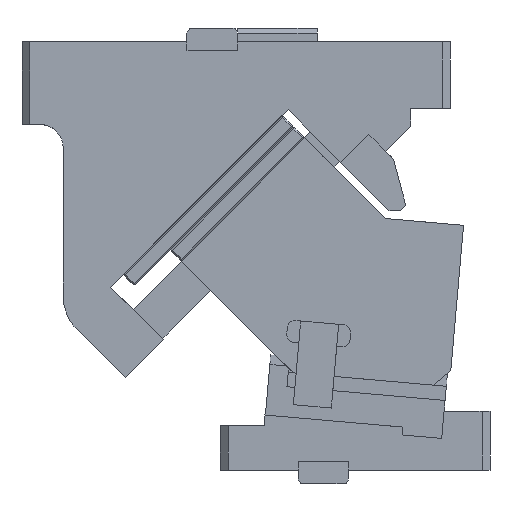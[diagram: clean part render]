
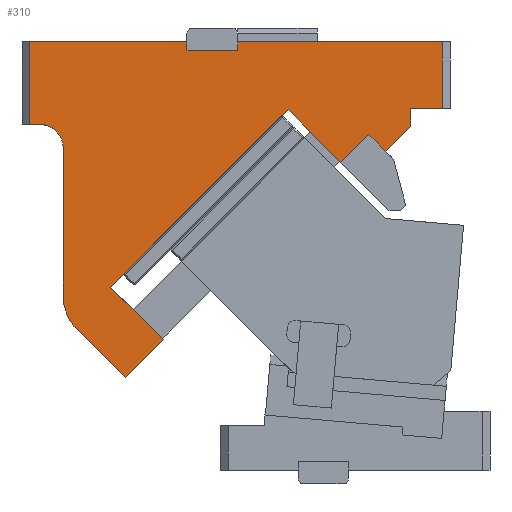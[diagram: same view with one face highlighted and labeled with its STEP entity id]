
A CAD part, front view. The second image highlights one B-rep face of the part: STEP entity #310.
In plain terms, the highlighted planar face has unit normal (0, -1, 0).
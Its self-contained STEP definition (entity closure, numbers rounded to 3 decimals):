
#57=CARTESIAN_POINT('Line Origine',(-13.174,0.,171.284)) ;
#61=CARTESIAN_POINT('Vertex',(-69.035,0.,115.423)) ;
#63=CARTESIAN_POINT('Vertex',(42.688,0.,227.146)) ;
#126=CARTESIAN_POINT('Axis2P3D Location',(94.244,0.,244.997)) ;
#131=CARTESIAN_POINT('Line Origine',(-75.028,0.,73.332)) ;
#135=CARTESIAN_POINT('Vertex',(-90.213,0.,88.517)) ;
#137=CARTESIAN_POINT('Vertex',(-59.843,0.,58.147)) ;
#140=CARTESIAN_POINT('Line Origine',(-47.822,0.,70.168)) ;
#144=CARTESIAN_POINT('Vertex',(-35.801,0.,82.189)) ;
#147=CARTESIAN_POINT('Line Origine',(-52.418,0.,98.806)) ;
#152=CARTESIAN_POINT('Line Origine',(59.305,0.,210.529)) ;
#156=CARTESIAN_POINT('Vertex',(75.922,0.,193.912)) ;
#159=CARTESIAN_POINT('Line Origine',(84.76,0.,202.75)) ;
#163=CARTESIAN_POINT('Vertex',(93.599,0.,211.589)) ;
#166=CARTESIAN_POINT('Line Origine',(98.903,0.,206.286)) ;
#170=CARTESIAN_POINT('Vertex',(104.206,0.,200.983)) ;
#173=CARTESIAN_POINT('Line Origine',(112.103,0.,208.88)) ;
#177=CARTESIAN_POINT('Vertex',(120.,0.,216.777)) ;
#180=CARTESIAN_POINT('Line Origine',(120.,0.,222.388)) ;
#184=CARTESIAN_POINT('Vertex',(120.,0.,228.)) ;
#187=CARTESIAN_POINT('Line Origine',(130.,0.,228.)) ;
#191=CARTESIAN_POINT('Vertex',(140.,0.,228.)) ;
#194=CARTESIAN_POINT('Line Origine',(140.,0.,249.)) ;
#198=CARTESIAN_POINT('Vertex',(140.,0.,270.)) ;
#201=CARTESIAN_POINT('Line Origine',(75.5,0.,270.)) ;
#205=CARTESIAN_POINT('Vertex',(11.,0.,270.)) ;
#208=CARTESIAN_POINT('Line Origine',(11.,0.,267.25)) ;
#212=CARTESIAN_POINT('Vertex',(11.,0.,264.5)) ;
#215=CARTESIAN_POINT('Line Origine',(-5.,0.,264.5)) ;
#219=CARTESIAN_POINT('Vertex',(-21.,0.,264.5)) ;
#222=CARTESIAN_POINT('Line Origine',(-21.,0.,267.25)) ;
#226=CARTESIAN_POINT('Vertex',(-21.,0.,270.)) ;
#229=CARTESIAN_POINT('Line Origine',(-70.5,0.,270.)) ;
#233=CARTESIAN_POINT('Vertex',(-120.,0.,270.)) ;
#236=CARTESIAN_POINT('Line Origine',(-120.,0.,244.)) ;
#240=CARTESIAN_POINT('Vertex',(-120.,0.,218.)) ;
#243=CARTESIAN_POINT('Line Origine',(-117.,0.,218.)) ;
#247=CARTESIAN_POINT('Vertex',(-114.,0.,218.)) ;
#251=CARTESIAN_POINT('Control Point',(-99.,0.,203.)) ;
#252=CARTESIAN_POINT('Control Point',(-99.,0.,204.518)) ;
#253=CARTESIAN_POINT('Control Point',(-99.192,0.,206.036)) ;
#254=CARTESIAN_POINT('Control Point',(-99.576,0.,207.521)) ;
#255=CARTESIAN_POINT('Control Point',(-100.711,0.,210.363)) ;
#256=CARTESIAN_POINT('Control Point',(-102.519,0.,212.832)) ;
#257=CARTESIAN_POINT('Control Point',(-103.575,0.,213.945)) ;
#258=CARTESIAN_POINT('Control Point',(-105.945,0.,215.881)) ;
#259=CARTESIAN_POINT('Control Point',(-108.722,0.,217.165)) ;
#260=CARTESIAN_POINT('Control Point',(-110.185,0.,217.627)) ;
#261=CARTESIAN_POINT('Control Point',(-111.848,0.,217.927)) ;
#262=CARTESIAN_POINT('Control Point',(-113.524,0.,217.994)) ;
#263=CARTESIAN_POINT('Control Point',(-113.683,0.,217.998)) ;
#264=CARTESIAN_POINT('Control Point',(-113.841,0.,218.)) ;
#265=CARTESIAN_POINT('Control Point',(-114.,0.,218.)) ;
#266=CARTESIAN_POINT('Vertex',(-99.,0.,203.)) ;
#269=CARTESIAN_POINT('Line Origine',(-99.,0.,156.365)) ;
#273=CARTESIAN_POINT('Vertex',(-99.,0.,109.731)) ;
#277=CARTESIAN_POINT('Control Point',(-99.,0.,109.731)) ;
#278=CARTESIAN_POINT('Control Point',(-99.,0.,106.779)) ;
#279=CARTESIAN_POINT('Control Point',(-98.637,0.,103.827)) ;
#280=CARTESIAN_POINT('Control Point',(-97.911,0.,100.935)) ;
#281=CARTESIAN_POINT('Control Point',(-96.196,0.,96.508)) ;
#282=CARTESIAN_POINT('Control Point',(-93.665,0.,92.518)) ;
#283=CARTESIAN_POINT('Control Point',(-92.612,0.,91.099)) ;
#284=CARTESIAN_POINT('Control Point',(-91.458,0.,89.762)) ;
#285=CARTESIAN_POINT('Control Point',(-90.213,0.,88.517)) ;
#58=DIRECTION('Vector Direction',(0.707,0.,0.707)) ;
#127=DIRECTION('Axis2P3D Direction',(0.,-1.,0.)) ;
#128=DIRECTION('Axis2P3D XDirection',(1.,0.,0.)) ;
#132=DIRECTION('Vector Direction',(0.707,0.,-0.707)) ;
#141=DIRECTION('Vector Direction',(0.707,0.,0.707)) ;
#148=DIRECTION('Vector Direction',(-0.707,0.,0.707)) ;
#153=DIRECTION('Vector Direction',(0.707,0.,-0.707)) ;
#160=DIRECTION('Vector Direction',(0.707,0.,0.707)) ;
#167=DIRECTION('Vector Direction',(0.707,0.,-0.707)) ;
#174=DIRECTION('Vector Direction',(0.707,0.,0.707)) ;
#181=DIRECTION('Vector Direction',(0.,0.,-1.)) ;
#188=DIRECTION('Vector Direction',(1.,0.,0.)) ;
#195=DIRECTION('Vector Direction',(0.,0.,1.)) ;
#202=DIRECTION('Vector Direction',(-1.,0.,0.)) ;
#209=DIRECTION('Vector Direction',(0.,0.,-1.)) ;
#216=DIRECTION('Vector Direction',(-1.,0.,0.)) ;
#223=DIRECTION('Vector Direction',(0.,0.,1.)) ;
#230=DIRECTION('Vector Direction',(-1.,0.,0.)) ;
#237=DIRECTION('Vector Direction',(0.,0.,-1.)) ;
#244=DIRECTION('Vector Direction',(1.,0.,0.)) ;
#270=DIRECTION('Vector Direction',(0.,0.,1.)) ;
#129=AXIS2_PLACEMENT_3D('Plane Axis2P3D',#126,#127,#128) ;
#288=ORIENTED_EDGE('',*,*,#139,.T.) ;
#289=ORIENTED_EDGE('',*,*,#146,.T.) ;
#290=ORIENTED_EDGE('',*,*,#151,.T.) ;
#291=ORIENTED_EDGE('',*,*,#65,.T.) ;
#292=ORIENTED_EDGE('',*,*,#158,.T.) ;
#293=ORIENTED_EDGE('',*,*,#165,.T.) ;
#294=ORIENTED_EDGE('',*,*,#172,.T.) ;
#295=ORIENTED_EDGE('',*,*,#179,.T.) ;
#296=ORIENTED_EDGE('',*,*,#186,.F.) ;
#297=ORIENTED_EDGE('',*,*,#193,.T.) ;
#298=ORIENTED_EDGE('',*,*,#200,.T.) ;
#299=ORIENTED_EDGE('',*,*,#207,.T.) ;
#300=ORIENTED_EDGE('',*,*,#214,.T.) ;
#301=ORIENTED_EDGE('',*,*,#221,.T.) ;
#302=ORIENTED_EDGE('',*,*,#228,.T.) ;
#303=ORIENTED_EDGE('',*,*,#235,.T.) ;
#304=ORIENTED_EDGE('',*,*,#242,.F.) ;
#305=ORIENTED_EDGE('',*,*,#249,.T.) ;
#306=ORIENTED_EDGE('',*,*,#268,.T.) ;
#307=ORIENTED_EDGE('',*,*,#275,.F.) ;
#308=ORIENTED_EDGE('',*,*,#286,.F.) ;
#59=VECTOR('Line Direction',#58,1.) ;
#133=VECTOR('Line Direction',#132,1.) ;
#142=VECTOR('Line Direction',#141,1.) ;
#149=VECTOR('Line Direction',#148,1.) ;
#154=VECTOR('Line Direction',#153,1.) ;
#161=VECTOR('Line Direction',#160,1.) ;
#168=VECTOR('Line Direction',#167,1.) ;
#175=VECTOR('Line Direction',#174,1.) ;
#182=VECTOR('Line Direction',#181,1.) ;
#189=VECTOR('Line Direction',#188,1.) ;
#196=VECTOR('Line Direction',#195,1.) ;
#203=VECTOR('Line Direction',#202,1.) ;
#210=VECTOR('Line Direction',#209,1.) ;
#217=VECTOR('Line Direction',#216,1.) ;
#224=VECTOR('Line Direction',#223,1.) ;
#231=VECTOR('Line Direction',#230,1.) ;
#238=VECTOR('Line Direction',#237,1.) ;
#245=VECTOR('Line Direction',#244,1.) ;
#271=VECTOR('Line Direction',#270,1.) ;
#310=ADVANCED_FACE('CAM HOLDER',(#309),#130,.T.) ;
#250=B_SPLINE_CURVE_WITH_KNOTS('',5,(#251,#252,#253,#254,#255,#256,#257,#258,#259,#260,#261,#262,#263,#264,#265),.UNSPECIFIED.,.F.,.U.,(6,3,3,3,6),(0.,10.733,21.466,32.199,33.321),.UNSPECIFIED.) ;
#276=B_SPLINE_CURVE_WITH_KNOTS('',5,(#277,#278,#279,#280,#281,#282,#283,#284,#285),.UNSPECIFIED.,.F.,.U.,(6,3,6),(0.,20.871,33.321),.UNSPECIFIED.) ;
#65=EDGE_CURVE('',#62,#64,#60,.T.) ;
#139=EDGE_CURVE('',#136,#138,#134,.T.) ;
#146=EDGE_CURVE('',#138,#145,#143,.T.) ;
#151=EDGE_CURVE('',#145,#62,#150,.T.) ;
#158=EDGE_CURVE('',#64,#157,#155,.T.) ;
#165=EDGE_CURVE('',#157,#164,#162,.T.) ;
#172=EDGE_CURVE('',#164,#171,#169,.T.) ;
#179=EDGE_CURVE('',#171,#178,#176,.T.) ;
#186=EDGE_CURVE('',#185,#178,#183,.T.) ;
#193=EDGE_CURVE('',#185,#192,#190,.T.) ;
#200=EDGE_CURVE('',#192,#199,#197,.T.) ;
#207=EDGE_CURVE('',#199,#206,#204,.T.) ;
#214=EDGE_CURVE('',#206,#213,#211,.T.) ;
#221=EDGE_CURVE('',#213,#220,#218,.T.) ;
#228=EDGE_CURVE('',#220,#227,#225,.T.) ;
#235=EDGE_CURVE('',#227,#234,#232,.T.) ;
#242=EDGE_CURVE('',#241,#234,#239,.F.) ;
#249=EDGE_CURVE('',#241,#248,#246,.T.) ;
#268=EDGE_CURVE('',#248,#267,#250,.F.) ;
#275=EDGE_CURVE('',#274,#267,#272,.T.) ;
#286=EDGE_CURVE('',#136,#274,#276,.F.) ;
#287=EDGE_LOOP('',(#288,#289,#290,#291,#292,#293,#294,#295,#296,#297,#298,#299,#300,#301,#302,#303,#304,#305,#306,#307,#308)) ;
#309=FACE_OUTER_BOUND('',#287,.T.) ;
#60=LINE('Line',#57,#59) ;
#134=LINE('Line',#131,#133) ;
#143=LINE('Line',#140,#142) ;
#150=LINE('Line',#147,#149) ;
#155=LINE('Line',#152,#154) ;
#162=LINE('Line',#159,#161) ;
#169=LINE('Line',#166,#168) ;
#176=LINE('Line',#173,#175) ;
#183=LINE('Line',#180,#182) ;
#190=LINE('Line',#187,#189) ;
#197=LINE('Line',#194,#196) ;
#204=LINE('Line',#201,#203) ;
#211=LINE('Line',#208,#210) ;
#218=LINE('Line',#215,#217) ;
#225=LINE('Line',#222,#224) ;
#232=LINE('Line',#229,#231) ;
#239=LINE('Line',#236,#238) ;
#246=LINE('Line',#243,#245) ;
#272=LINE('Line',#269,#271) ;
#130=PLANE('Plane',#129) ;
#62=VERTEX_POINT('',#61) ;
#64=VERTEX_POINT('',#63) ;
#136=VERTEX_POINT('',#135) ;
#138=VERTEX_POINT('',#137) ;
#145=VERTEX_POINT('',#144) ;
#157=VERTEX_POINT('',#156) ;
#164=VERTEX_POINT('',#163) ;
#171=VERTEX_POINT('',#170) ;
#178=VERTEX_POINT('',#177) ;
#185=VERTEX_POINT('',#184) ;
#192=VERTEX_POINT('',#191) ;
#199=VERTEX_POINT('',#198) ;
#206=VERTEX_POINT('',#205) ;
#213=VERTEX_POINT('',#212) ;
#220=VERTEX_POINT('',#219) ;
#227=VERTEX_POINT('',#226) ;
#234=VERTEX_POINT('',#233) ;
#241=VERTEX_POINT('',#240) ;
#248=VERTEX_POINT('',#247) ;
#267=VERTEX_POINT('',#266) ;
#274=VERTEX_POINT('',#273) ;
